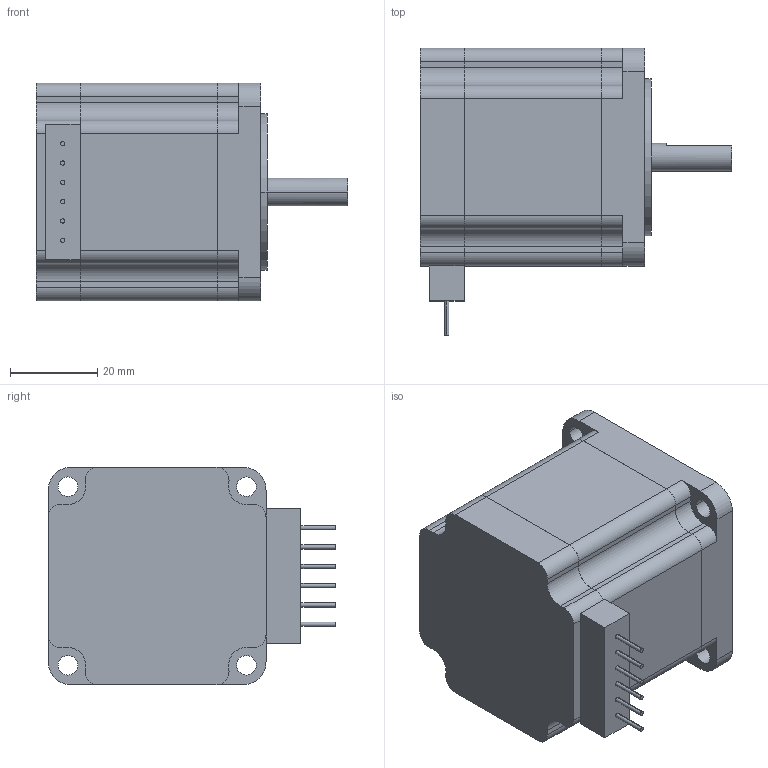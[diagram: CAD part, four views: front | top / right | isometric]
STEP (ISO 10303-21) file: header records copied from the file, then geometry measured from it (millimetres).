
FILE_DESCRIPTION( ( '' ), '1' );
FILE_NAME( 'PK256-02A.stp', '2008-08-07T07:04:10', ( '' ), ( '' ), ' ', ' ', ' ' );
FILE_SCHEMA( ( 'CONFIG_CONTROL_DESIGN' ) );
Length unit declared in the file: millimetre
Products named in the file (1): 1
Bounding box: 71.5 x 66 x 50 mm (x, y, z)
Volume: 118779.8 mm3; surface area: 15972.4 mm2
Topology: 1 solids, 1 shells, 174 faces, 478 edges, 318 vertices
Faces by surface type: cylinder 88, plane 86
Entity records: 5644 total; most frequent: DIRECTION 1006, CARTESIAN_POINT 971, ORIENTED_EDGE 956, EDGE_CURVE 478, AXIS2_PLACEMENT_3D 353, VERTEX_POINT 318, LINE 300, VECTOR 300
